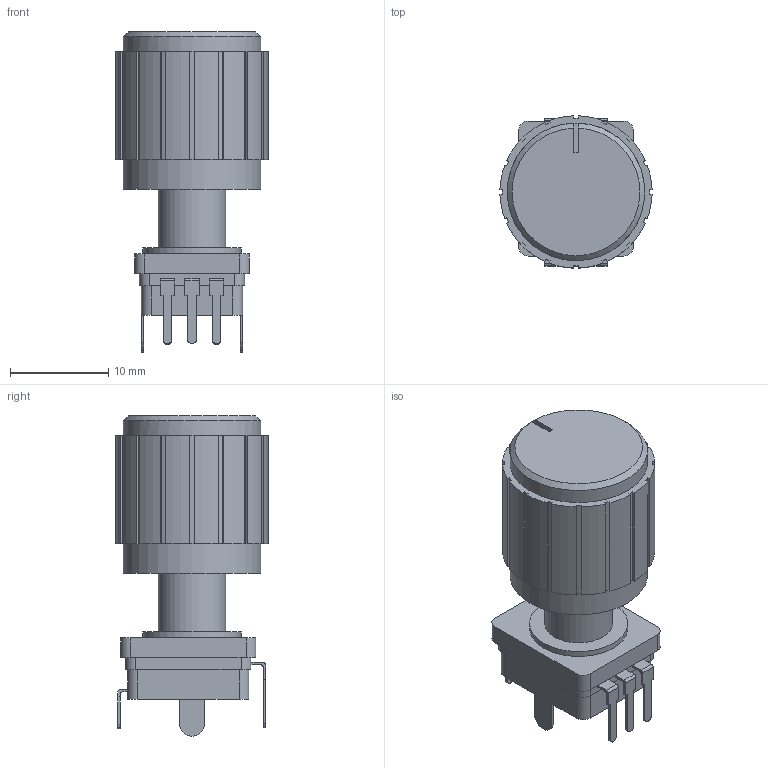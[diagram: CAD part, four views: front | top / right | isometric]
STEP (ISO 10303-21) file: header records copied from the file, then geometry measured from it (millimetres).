
FILE_DESCRIPTION(/* description */ (''),/* implementation_level */ '2;1');
FILE_NAME(/* name */ 'Rotary encoder.step',/* time_stamp */ '2020-09-19T07:47:42-07:00',/* author */ (''),/* organization */ (''),/* preprocessor_version */ 'ST-DEVELOPER v18.1',/* originating_system */ 'Autodesk Translation Framework v9.3.0.1241',/* authorisation */ '');
FILE_SCHEMA (('AUTOMOTIVE_DESIGN { 1 0 10303 214 3 1 1 }'));
Length unit declared in the file: millimetre
Products named in the file (1): Rotary encoder
Bounding box: 15.49 x 15.49 x 32.6 mm (x, y, z)
Volume: 4014.7 mm3; surface area: 3446.8 mm2
Topology: 15 solids, 16 shells, 209 faces, 522 edges, 347 vertices
Faces by surface type: plane 153, cylinder 52, cone 4
Full cylindrical faces by diameter (mm): 4.5 x1, 6 x2, 6.908 x1, 10 x1, 14 x2
Entity records: 6252 total; most frequent: CARTESIAN_POINT 1087, DIRECTION 1052, ORIENTED_EDGE 1044, EDGE_CURVE 522, LINE 404, VECTOR 404, VERTEX_POINT 347, AXIS2_PLACEMENT_3D 324
